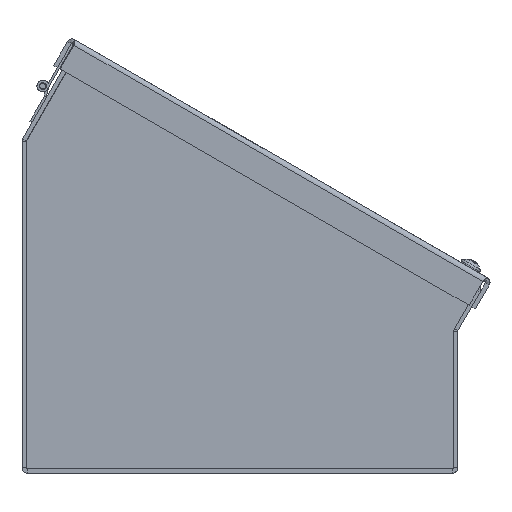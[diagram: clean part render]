
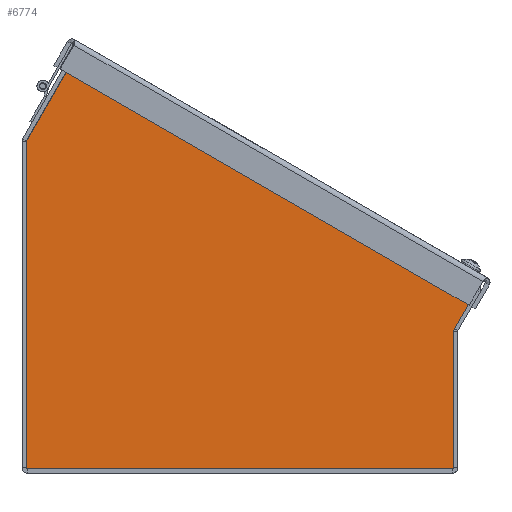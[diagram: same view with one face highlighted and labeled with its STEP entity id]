
A CAD part, front view. The second image highlights one B-rep face of the part: STEP entity #6774.
In plain terms, the highlighted face is planar.
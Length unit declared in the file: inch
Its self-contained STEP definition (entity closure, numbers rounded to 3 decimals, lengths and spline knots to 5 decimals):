
#284=PLANE($,#7207);
#647=LINE($,#10344,#1265);
#650=LINE($,#10350,#1268);
#653=LINE($,#10358,#1271);
#656=LINE($,#10362,#1274);
#668=LINE($,#10387,#1286);
#670=LINE($,#10391,#1288);
#672=LINE($,#10394,#1290);
#673=LINE($,#10397,#1291);
#674=LINE($,#10399,#1292);
#675=LINE($,#10401,#1293);
#676=LINE($,#10403,#1294);
#677=LINE($,#10405,#1295);
#678=LINE($,#10407,#1296);
#679=LINE($,#10408,#1297);
#1265=VECTOR($,#8209,6.65222);
#1268=VECTOR($,#8214,0.0002);
#1271=VECTOR($,#8219,0.0158);
#1274=VECTOR($,#8224,0.0002);
#1286=VECTOR($,#8240,0.0158);
#1288=VECTOR($,#8244,0.0002);
#1290=VECTOR($,#8248,0.0002);
#1291=VECTOR($,#8251,0.63792);
#1292=VECTOR($,#8252,1.65617);
#1293=VECTOR($,#8253,5.59463);
#1294=VECTOR($,#8254,7.2895);
#1295=VECTOR($,#8255,2.3635);
#1296=VECTOR($,#8256,0.80966);
#1297=VECTOR($,#8257,0.63792);
#1958=FACE_OUTER_BOUND($,#2312,.T.);
#2312=EDGE_LOOP($,(#4982,#4983,#4984,#4985,#4986,#4987,#4988,#4989,#4990,
#4991,#4992,#4993,#4994,#4995));
#3039=VERTEX_POINT($,#10329);
#3040=VERTEX_POINT($,#10333);
#3043=VERTEX_POINT($,#10348);
#3046=VERTEX_POINT($,#10355);
#3047=VERTEX_POINT($,#10357);
#3057=VERTEX_POINT($,#10384);
#3058=VERTEX_POINT($,#10386);
#3059=VERTEX_POINT($,#10390);
#3060=VERTEX_POINT($,#10396);
#3061=VERTEX_POINT($,#10398);
#3062=VERTEX_POINT($,#10400);
#3063=VERTEX_POINT($,#10402);
#3064=VERTEX_POINT($,#10404);
#3065=VERTEX_POINT($,#10406);
#3763=EDGE_CURVE($,#3039,#3040,#647,.T.);
#3766=EDGE_CURVE($,#3040,#3043,#650,.T.);
#3769=EDGE_CURVE($,#3047,#3046,#653,.T.);
#3772=EDGE_CURVE($,#3043,#3047,#656,.T.);
#3784=EDGE_CURVE($,#3058,#3057,#668,.T.);
#3786=EDGE_CURVE($,#3059,#3039,#670,.T.);
#3788=EDGE_CURVE($,#3057,#3059,#672,.T.);
#3789=EDGE_CURVE($,#3060,#3046,#673,.T.);
#3790=EDGE_CURVE($,#3061,#3060,#674,.T.);
#3791=EDGE_CURVE($,#3062,#3061,#675,.T.);
#3792=EDGE_CURVE($,#3063,#3062,#676,.T.);
#3793=EDGE_CURVE($,#3064,#3063,#677,.T.);
#3794=EDGE_CURVE($,#3065,#3064,#678,.T.);
#3795=EDGE_CURVE($,#3058,#3065,#679,.T.);
#4982=ORIENTED_EDGE($,*,*,#3769,.T.);
#4983=ORIENTED_EDGE($,*,*,#3789,.F.);
#4984=ORIENTED_EDGE($,*,*,#3790,.F.);
#4985=ORIENTED_EDGE($,*,*,#3791,.F.);
#4986=ORIENTED_EDGE($,*,*,#3792,.F.);
#4987=ORIENTED_EDGE($,*,*,#3793,.F.);
#4988=ORIENTED_EDGE($,*,*,#3794,.F.);
#4989=ORIENTED_EDGE($,*,*,#3795,.F.);
#4990=ORIENTED_EDGE($,*,*,#3784,.T.);
#4991=ORIENTED_EDGE($,*,*,#3788,.T.);
#4992=ORIENTED_EDGE($,*,*,#3786,.T.);
#4993=ORIENTED_EDGE($,*,*,#3763,.T.);
#4994=ORIENTED_EDGE($,*,*,#3766,.T.);
#4995=ORIENTED_EDGE($,*,*,#3772,.T.);
#6774=ADVANCED_FACE($,(#1958),#284,.T.);
#7207=AXIS2_PLACEMENT_3D($,#10395,#8249,#8250);
#8209=DIRECTION($,(-0.866,0.5,0.));
#8214=DIRECTION($,(-0.5,-0.866,0.));
#8219=DIRECTION($,(0.5,0.866,0.));
#8224=DIRECTION($,(-0.866,0.5,0.));
#8240=DIRECTION($,(-0.5,-0.866,0.));
#8244=DIRECTION($,(0.5,0.866,0.));
#8248=DIRECTION($,(-0.866,0.5,0.));
#8249=DIRECTION('center_axis',(0.,0.,1.));
#8250=DIRECTION('ref_axis',(1.,0.,0.));
#8251=DIRECTION($,(0.866,-0.5,0.));
#8252=DIRECTION($,(0.5,0.866,0.));
#8253=DIRECTION($,(0.,1.,0.));
#8254=DIRECTION($,(-1.,0.,0.));
#8255=DIRECTION($,(0.,-1.,0.));
#8256=DIRECTION($,(-0.5,-0.866,0.));
#8257=DIRECTION($,(0.866,-0.5,0.));
#10329=CARTESIAN_POINT('',(7.13391,3.37024,0.074));
#10333=CARTESIAN_POINT('',(1.37291,6.69635,0.074));
#10344=CARTESIAN_POINT($,(2.94082,5.79112,0.074));
#10348=CARTESIAN_POINT('',(1.37281,6.69618,0.074));
#10350=CARTESIAN_POINT($,(0.76295,5.63986,0.074));
#10355=CARTESIAN_POINT('',(1.38054,6.70996,0.074));
#10357=CARTESIAN_POINT('',(1.37264,6.69628,0.074));
#10358=CARTESIAN_POINT($,(0.76672,5.6468,0.074));
#10362=CARTESIAN_POINT($,(2.94063,5.79099,0.074));
#10384=CARTESIAN_POINT('',(7.13398,3.36996,0.074));
#10386=CARTESIAN_POINT('',(7.14188,3.38365,0.074));
#10387=CARTESIAN_POINT($,(6.52412,2.31365,0.074));
#10390=CARTESIAN_POINT('',(7.13381,3.37006,0.074));
#10391=CARTESIAN_POINT($,(6.52789,2.32059,0.074));
#10394=CARTESIAN_POINT($,(5.82121,4.12789,0.074));
#10395=CARTESIAN_POINT('Origin',(3.2889,2.77309,0.074));
#10396=CARTESIAN_POINT('',(0.82809,7.02892,0.074));
#10397=CARTESIAN_POINT($,(7.69433,3.06469,0.074));
#10398=CARTESIAN_POINT('',(0.,5.59463,0.074));
#10399=CARTESIAN_POINT($,(0.82809,7.02892,0.074));
#10400=CARTESIAN_POINT('',(0.,0.,0.074));
#10401=CARTESIAN_POINT($,(0.,5.59463,0.074));
#10402=CARTESIAN_POINT('',(7.2895,0.,0.074));
#10403=CARTESIAN_POINT($,(0.,0.,0.074));
#10404=CARTESIAN_POINT('',(7.2895,2.3635,0.074));
#10405=CARTESIAN_POINT($,(7.2895,0.,0.074));
#10406=CARTESIAN_POINT('',(7.69433,3.06469,0.074));
#10407=CARTESIAN_POINT($,(7.2895,2.3635,0.074));
#10408=CARTESIAN_POINT($,(7.69433,3.06469,0.074));
